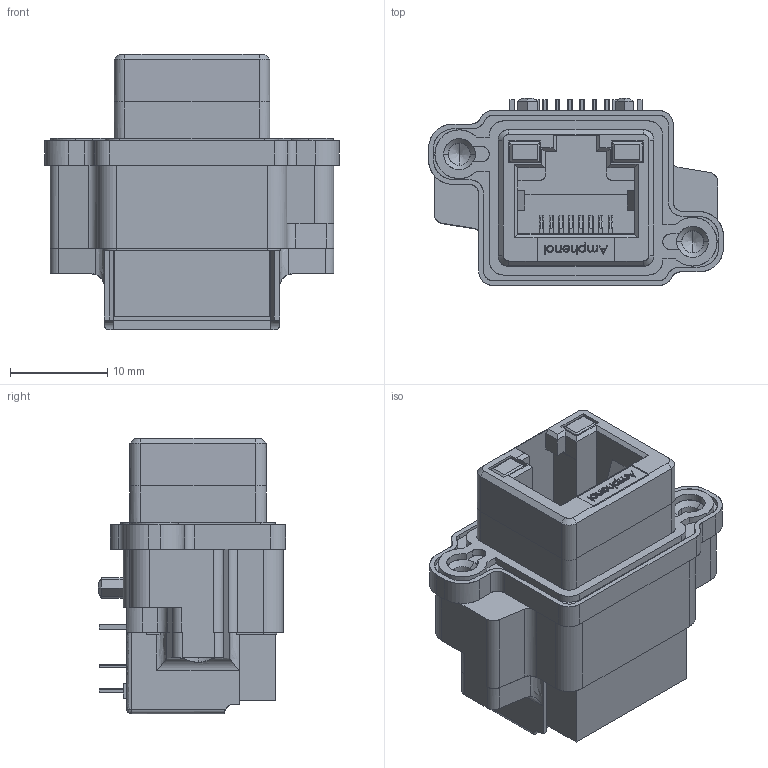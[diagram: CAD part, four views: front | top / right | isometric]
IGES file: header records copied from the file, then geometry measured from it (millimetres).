
Start section: SolidWorks IGES file using analytic representation for surfaces
Global section: file name: M-MRJR-538X-X1-REVG1.IGS; native system: SolidWorks 2012; preprocessor: SolidWorks 2012; author: dtengst01; date: 120809.091354; units: millimetre
Bounding box: 30.3 x 19.24 x 28.32 mm (x, y, z)
Surface area: 4476.5 mm2 (no closed solid volume)
Topology: 0 solids, 0 shells, 711 faces, 5807 edges, 5801 vertices
Faces by surface type: bspline 528, revolution 183
